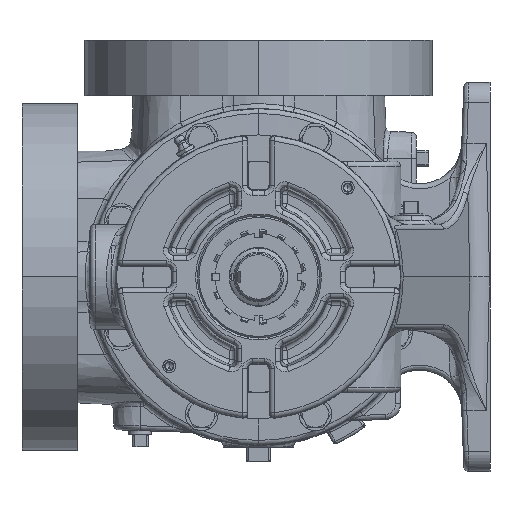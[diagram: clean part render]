
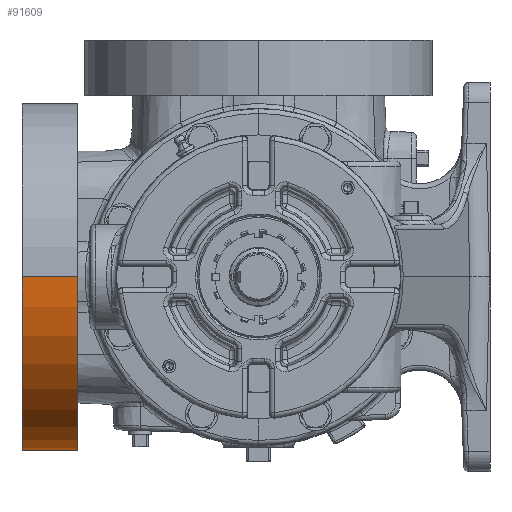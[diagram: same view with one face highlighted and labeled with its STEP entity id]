
A CAD part, left-side view. The second image highlights one B-rep face of the part: STEP entity #91609.
In plain terms, the highlighted cylindrical face has radius 104.775 mm (diameter 209.55 mm), a partial arc.
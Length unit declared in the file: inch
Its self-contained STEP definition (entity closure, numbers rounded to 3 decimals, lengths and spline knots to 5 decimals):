
#7869 = DIRECTION ( 'NONE',  ( -1., 0., 0. ) ) ;
#11605 = VERTEX_POINT ( 'NONE', #184897 ) ;
#23339 = CARTESIAN_POINT ( 'NONE',  ( 2.78, 3.92342, 0. ) ) ;
#29662 = EDGE_CURVE ( 'NONE', #76114, #11605, #130613, .T. ) ;
#41290 = EDGE_CURVE ( 'NONE', #215548, #169696, #181759, .T. ) ;
#47253 = DIRECTION ( 'NONE',  ( 0., -1., 0. ) ) ;
#52998 = DIRECTION ( 'NONE',  ( 0., -1., 0. ) ) ;
#53340 = AXIS2_PLACEMENT_3D ( 'NONE', #23339, #192849, #7869 ) ;
#55392 = FACE_OUTER_BOUND ( 'NONE', #142214, .T. ) ;
#55680 = CARTESIAN_POINT ( 'NONE',  ( -1.345, 5.62, 0. ) ) ;
#65224 = LINE ( 'NONE', #113784, #90217 ) ;
#69712 = ORIENTED_EDGE ( 'NONE', *, *, #177397, .T. ) ;
#76114 = VERTEX_POINT ( 'NONE', #55680 ) ;
#83117 = CARTESIAN_POINT ( 'NONE',  ( -1.345, 4.31, 0. ) ) ;
#86860 = AXIS2_PLACEMENT_3D ( 'NONE', #133345, #52998, #201572 ) ;
#90217 = VECTOR ( 'NONE', #101615, 39.37008 ) ;
#91609 = ADVANCED_FACE ( 'NONE', ( #55392 ), #122511, .T. ) ;
#92308 = CARTESIAN_POINT ( 'NONE',  ( 6.905, 4.31, 0. ) ) ;
#95702 = CARTESIAN_POINT ( 'NONE',  ( 2.78, 5.62, 0. ) ) ;
#101615 = DIRECTION ( 'NONE',  ( 0., -1., 0. ) ) ;
#108735 = EDGE_CURVE ( 'NONE', #76114, #215548, #122367, .T. ) ;
#111335 = ORIENTED_EDGE ( 'NONE', *, *, #29662, .T. ) ;
#113784 = CARTESIAN_POINT ( 'NONE',  ( 6.905, 3.92342, 0. ) ) ;
#122367 = LINE ( 'NONE', #156506, #138432 ) ;
#122511 = CYLINDRICAL_SURFACE ( 'NONE', #53340, 4.125 ) ;
#130613 = CIRCLE ( 'NONE', #183320, 4.125 ) ;
#133345 = CARTESIAN_POINT ( 'NONE',  ( 2.78, 4.31, 0. ) ) ;
#138432 = VECTOR ( 'NONE', #154344, 39.37008 ) ;
#142214 = EDGE_LOOP ( 'NONE', ( #111335, #69712, #145986, #147657 ) ) ;
#145986 = ORIENTED_EDGE ( 'NONE', *, *, #41290, .F. ) ;
#147657 = ORIENTED_EDGE ( 'NONE', *, *, #108735, .F. ) ;
#154344 = DIRECTION ( 'NONE',  ( 0., -1., 0. ) ) ;
#156506 = CARTESIAN_POINT ( 'NONE',  ( -1.345, 3.92342, 0. ) ) ;
#169696 = VERTEX_POINT ( 'NONE', #92308 ) ;
#177397 = EDGE_CURVE ( 'NONE', #11605, #169696, #65224, .T. ) ;
#180406 = DIRECTION ( 'NONE',  ( -1., 0., 0. ) ) ;
#181759 = CIRCLE ( 'NONE', #86860, 4.125 ) ;
#183320 = AXIS2_PLACEMENT_3D ( 'NONE', #95702, #47253, #180406 ) ;
#184897 = CARTESIAN_POINT ( 'NONE',  ( 6.905, 5.62, 0. ) ) ;
#192849 = DIRECTION ( 'NONE',  ( 0., -1., 0. ) ) ;
#201572 = DIRECTION ( 'NONE',  ( -1., 0., 0. ) ) ;
#215548 = VERTEX_POINT ( 'NONE', #83117 ) ;
